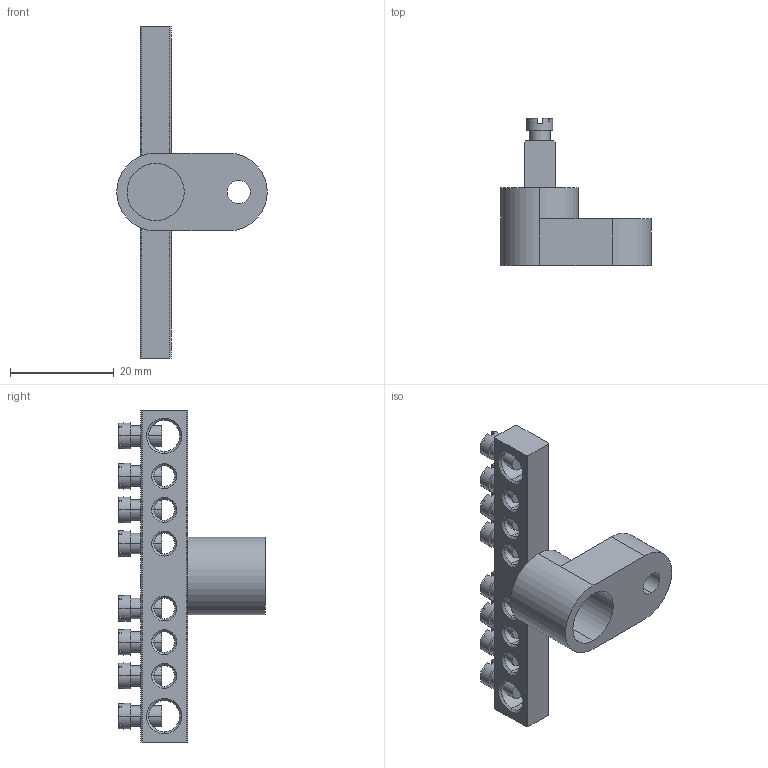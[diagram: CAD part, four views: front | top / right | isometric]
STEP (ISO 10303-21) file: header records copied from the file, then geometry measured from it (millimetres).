
FILE_DESCRIPTION (( 'STEP AP214' ), '1' );
FILE_NAME ('YNN10-69-8C1-K05 Øèíà PE çåìëÿ íà îäíîì óãëîâîì èçîë ØÍÈ-6õ9-8-Ó1-Æ ÈÝÊ.STEP', '2016-08-24T08:17:12', ( 'user' ), ( '' ), 'SwSTEP 2.0', 'SolidWorks 2014', '' );
FILE_SCHEMA (( 'AUTOMOTIVE_DESIGN' ));
Length unit declared in the file: millimetre
Products named in the file (4): Óãëîâîé èçîëÿòîð äëÿ 0 øèíû æ¸ëòûé; YNN10-69-8C1-K05 Øèíà PE çåìëÿ íà îäíîì óãëîâîì èçîë ØÍÈ-6õ9-8-Ó1-Æ ÈÝÊ; Øèíà ÂõÍ n-1_6å9 8-1; Âèíò_Œ4
Assembly tree (10 placements, depth 2):
  YNN10-69-8C1-K05 Øèíà PE çåìëÿ íà îäíîì óãëîâîì èçîë ØÍÈ-6õ9-8-Ó1-Æ ÈÝÊ
    Óãëîâîé èçîëÿòîð äëÿ 0 øèíû æ¸ëòûé
    Øèíà ÂõÍ n-1_6å9 8-1
    Âèíò_Œ4  x8
Bounding box: 29 x 28.3 x 64 mm (x, y, z)
Volume: 6700.9 mm3; surface area: 5986.1 mm2
Topology: 10 solids, 10 shells, 429 faces, 1146 edges, 738 vertices
Faces by surface type: plane 264, cone 92, cylinder 73
Entity records: 5335 total; most frequent: CARTESIAN_POINT 1259, DIRECTION 815, ORIENTED_EDGE 734, EDGE_CURVE 367, AXIS2_PLACEMENT_3D 317, VERTEX_POINT 227, EDGE_LOOP 188, VECTOR 181
